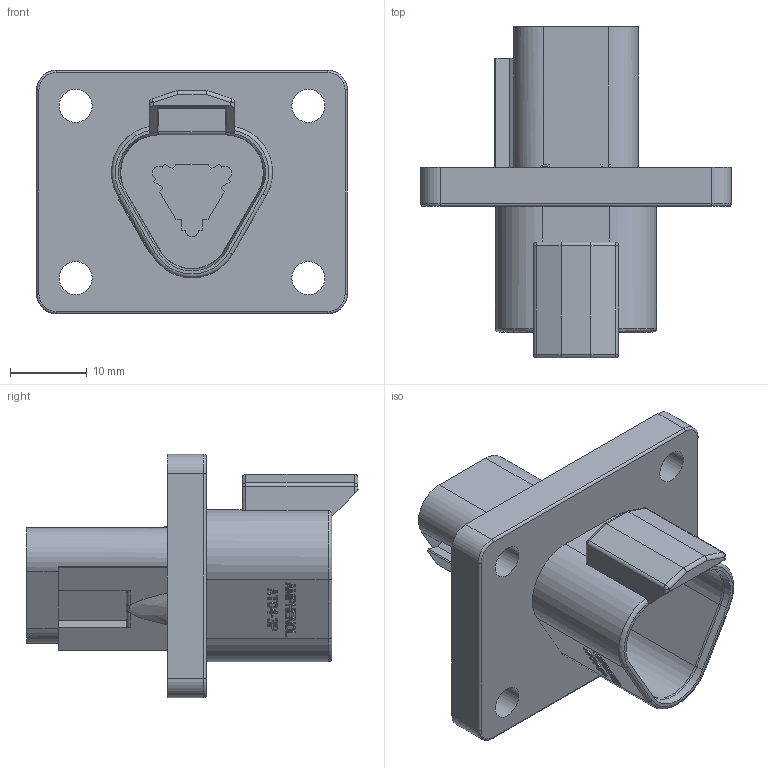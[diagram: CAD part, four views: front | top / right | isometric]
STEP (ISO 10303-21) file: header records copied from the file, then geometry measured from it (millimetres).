
FILE_DESCRIPTION((''),'2;1');
FILE_NAME('C-AT04-3P-CL06_3D','2018-10-25T',('Administrator'),(''),'PRO/ENGINEER BY PARAMETRIC TECHNOLOGY CORPORATION, 2016360','PRO/ENGINEER BY PARAMETRIC TECHNOLOGY CORPORATION, 2016360','');
FILE_SCHEMA(('CONFIG_CONTROL_DESIGN'));
Length unit declared in the file: millimetre
Products named in the file (1): C-AT04-3P-CL06_3D
Bounding box: 40.51 x 43.3 x 31.75 mm (x, y, z)
Volume: 11151.8 mm3; surface area: 6961.9 mm2
Topology: 1 solids, 1 shells, 849 faces, 2372 edges, 1566 vertices
Faces by surface type: plane 742, cylinder 66, torus 19, sphere 16, cone 4, bspline 2
Entity records: 26972 total; most frequent: CARTESIAN_POINT 5052, ORIENTED_EDGE 4716, DIRECTION 4201, EDGE_CURVE 2358, VECTOR 2101, LINE 2101, VERTEX_POINT 1566, AXIS2_PLACEMENT_3D 1050
